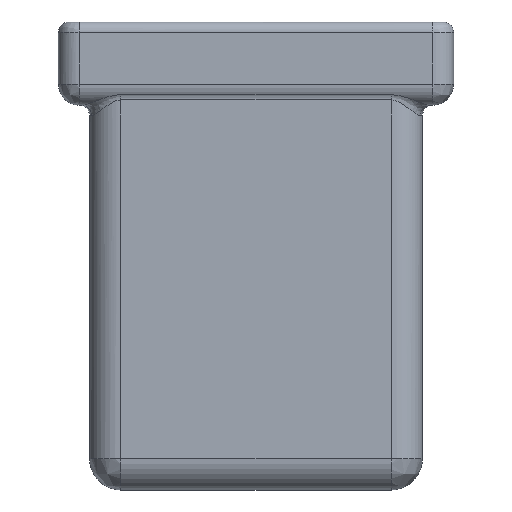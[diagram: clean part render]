
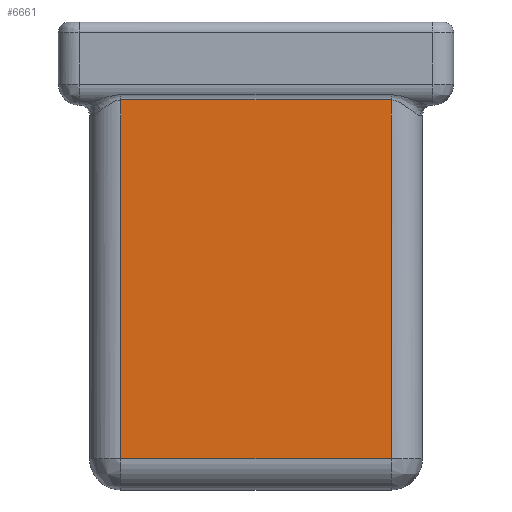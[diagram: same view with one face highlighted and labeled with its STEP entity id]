
A CAD part, front view. The second image highlights one B-rep face of the part: STEP entity #6661.
In plain terms, the highlighted planar face has unit normal (0, -1, 0).
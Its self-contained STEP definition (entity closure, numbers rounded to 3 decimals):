
#100 = DIRECTION ( 'NONE',  ( 0., 0., -1. ) ) ;
#295 = LINE ( 'NONE', #2794, #3268 ) ;
#687 = PLANE ( 'NONE',  #1687 ) ;
#722 = VERTEX_POINT ( 'NONE', #3572 ) ;
#869 = CARTESIAN_POINT ( 'NONE',  ( -5.5, 0., 0. ) ) ;
#901 = DIRECTION ( 'NONE',  ( 0., -1., 0. ) ) ;
#971 = DIRECTION ( 'NONE',  ( 1., 0., 0. ) ) ;
#1416 = CARTESIAN_POINT ( 'NONE',  ( -4., 0., 0. ) ) ;
#1551 = LINE ( 'NONE', #2569, #4402 ) ;
#1556 = ORIENTED_EDGE ( 'NONE', *, *, #5645, .T. ) ;
#1673 = CARTESIAN_POINT ( 'NONE',  ( -5.5, 0., 18.752 ) ) ;
#1687 = AXIS2_PLACEMENT_3D ( 'NONE', #1416, #901, #4942 ) ;
#1759 = EDGE_LOOP ( 'NONE', ( #2841, #6082, #1781, #1556 ) ) ;
#1781 = ORIENTED_EDGE ( 'NONE', *, *, #4871, .F. ) ;
#1947 = VERTEX_POINT ( 'NONE', #2630 ) ;
#2569 = CARTESIAN_POINT ( 'NONE',  ( -4., 0., 1.5 ) ) ;
#2630 = CARTESIAN_POINT ( 'NONE',  ( -18.5, 0., 18.752 ) ) ;
#2794 = CARTESIAN_POINT ( 'NONE',  ( -12., 0., 18.752 ) ) ;
#2841 = ORIENTED_EDGE ( 'NONE', *, *, #3338, .T. ) ;
#2851 = EDGE_CURVE ( 'NONE', #7074, #722, #5625, .T. ) ;
#3268 = VECTOR ( 'NONE', #971, 1000. ) ;
#3338 = EDGE_CURVE ( 'NONE', #3985, #722, #1551, .T. ) ;
#3462 = LINE ( 'NONE', #3666, #7675 ) ;
#3572 = CARTESIAN_POINT ( 'NONE',  ( -5.5, 0., 1.5 ) ) ;
#3666 = CARTESIAN_POINT ( 'NONE',  ( -18.5, 0., 0. ) ) ;
#3985 = VERTEX_POINT ( 'NONE', #5947 ) ;
#4402 = VECTOR ( 'NONE', #7335, 1000. ) ;
#4476 = FACE_OUTER_BOUND ( 'NONE', #1759, .T. ) ;
#4871 = EDGE_CURVE ( 'NONE', #1947, #7074, #295, .T. ) ;
#4942 = DIRECTION ( 'NONE',  ( 0., 0., -1. ) ) ;
#5012 = DIRECTION ( 'NONE',  ( 0., 0., -1. ) ) ;
#5625 = LINE ( 'NONE', #869, #6084 ) ;
#5645 = EDGE_CURVE ( 'NONE', #1947, #3985, #3462, .T. ) ;
#5947 = CARTESIAN_POINT ( 'NONE',  ( -18.5, 0., 1.5 ) ) ;
#6082 = ORIENTED_EDGE ( 'NONE', *, *, #2851, .F. ) ;
#6084 = VECTOR ( 'NONE', #5012, 1000. ) ;
#6661 = ADVANCED_FACE ( 'NONE', ( #4476 ), #687, .T. ) ;
#7074 = VERTEX_POINT ( 'NONE', #1673 ) ;
#7335 = DIRECTION ( 'NONE',  ( 1., 0., 0. ) ) ;
#7675 = VECTOR ( 'NONE', #100, 1000. ) ;
